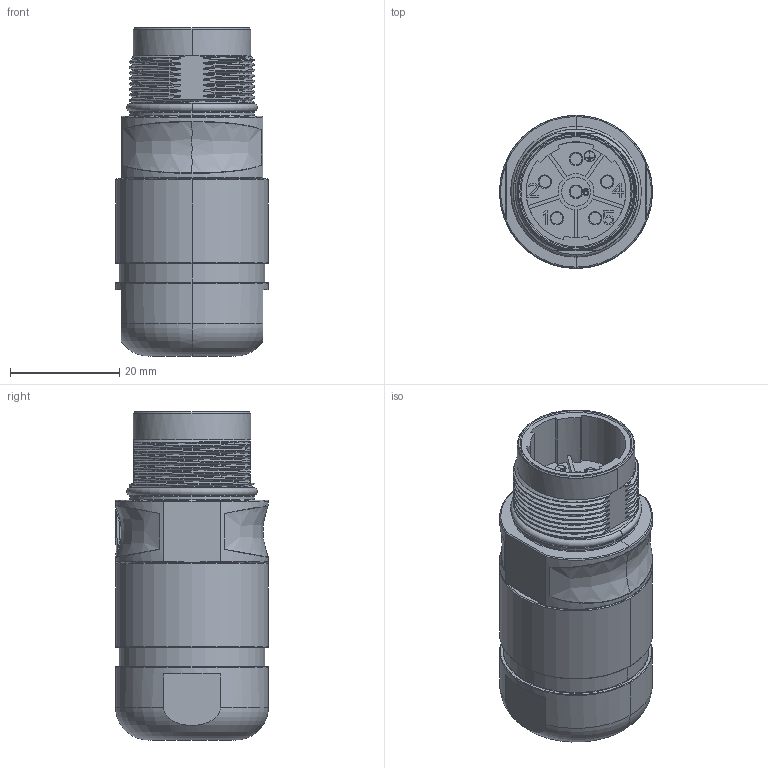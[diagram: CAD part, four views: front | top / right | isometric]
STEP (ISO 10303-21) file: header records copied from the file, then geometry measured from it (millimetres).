
FILE_DESCRIPTION((''),'2;1');
FILE_NAME('SF-5EP1N8A90A1_1605494','2013-10-25T',('feitelbuss'),(''),'PRO/ENGINEER BY PARAMETRIC TECHNOLOGY CORPORATION, 2012480','PRO/ENGINEER BY PARAMETRIC TECHNOLOGY CORPORATION, 2012480','');
FILE_SCHEMA(('AUTOMOTIVE_DESIGN { 1 0 10303 214 1 1 1 1 }'));
Length unit declared in the file: millimetre
Products named in the file (1): SF-5EP1N8A90A1_1605494
Bounding box: 28 x 28 x 60.1 mm (x, y, z)
Volume: 29420.7 mm3; surface area: 7373.8 mm2
Topology: 1 solids, 1 shells, 426 faces, 1121 edges, 724 vertices
Faces by surface type: plane 228, bspline 82, cylinder 69, cone 26, torus 21
Entity records: 19235 total; most frequent: CARTESIAN_POINT 9096, ORIENTED_EDGE 2242, DIRECTION 1781, EDGE_CURVE 1121, VERTEX_POINT 724, VECTOR 715, LINE 715, AXIS2_PLACEMENT_3D 533
